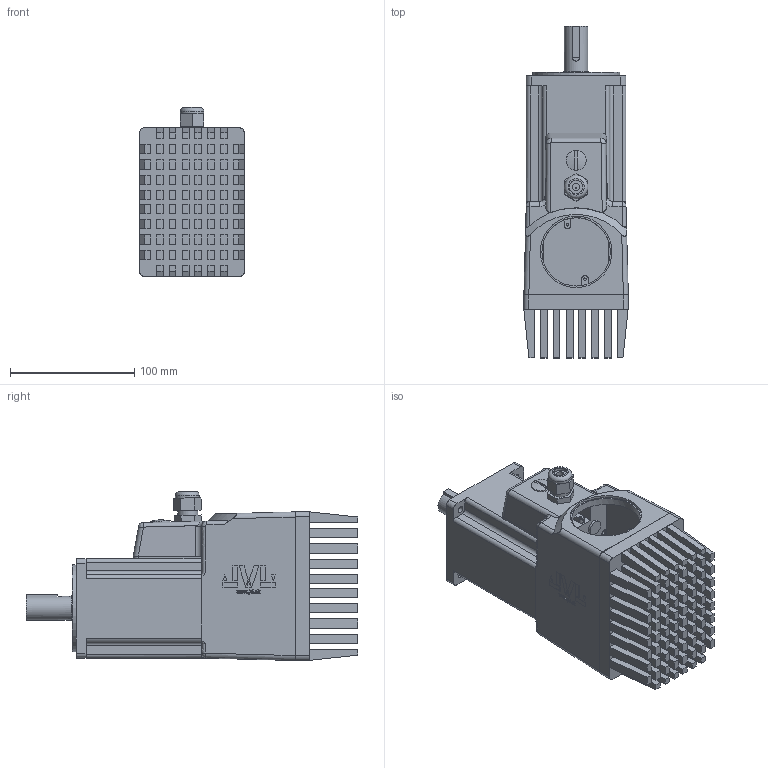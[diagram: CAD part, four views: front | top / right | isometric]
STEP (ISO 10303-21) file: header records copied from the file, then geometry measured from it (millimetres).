
FILE_DESCRIPTION(('FreeCAD Model'),'2;1');
FILE_NAME('MAC1000-D2-xxxx.step', '2021-03-12T12:59:19',('Author'),(''), 'Open CASCADE STEP processor 7.3','FreeCAD','Unknown');
FILE_SCHEMA(('AUTOMOTIVE_DESIGN { 1 0 10303 214 1 1 1 1 }'));
Length unit declared in the file: millimetre
Products named in the file (9): Assem1; MM3533; Mac1200-D3; Mac1200-D003; Mac1200-D004
Assembly tree (4 placements, depth 2):
  Assem1
    MM3533
    Mac1200-D3
    Mac1200-D003
    Mac1200-D004
  Mac1200-D3
  MM3533
  Mac1200-D003
  Mac1200-D004
Bounding box: 84.08 x 266.7 x 135.83 mm (x, y, z)
Volume: 1867044 mm3; surface area: 456378.1 mm2
Topology: 8 solids, 10 shells, 1954 faces, 4932 edges, 3258 vertices
Faces by surface type: plane 1610, cylinder 212, extrusion 80, bspline 28, cone 18, sphere 4, torus 2
Full cylindrical faces by diameter (mm): 1 x4, 2 x4, 3.4 x8, 5.4 x8, 6 x2, 8 x8, 10.5 x4, 12 x2, 16 x4, 19 x4, 20 x2, 55 x2, 57.5 x2, 63 x2, 69 x2, 70 x2
Entity records: 149932 total; most frequent: CARTESIAN_POINT 36775, DIRECTION 18062, VECTOR 12890, LINE 12810, ORIENTED_EDGE 9840, PCURVE 9840, DEFINITIONAL_REPRESENTATION 9840, EDGE_CURVE 4920
